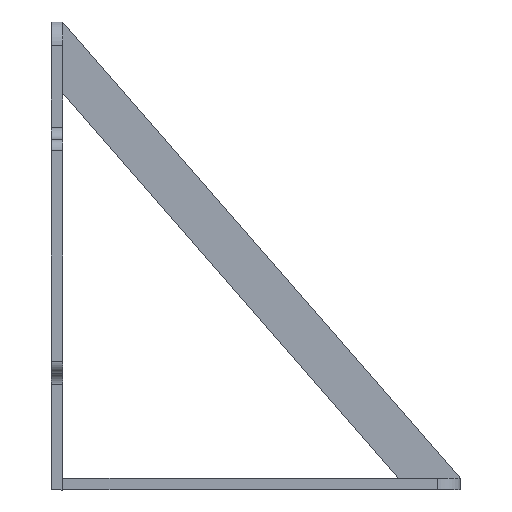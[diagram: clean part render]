
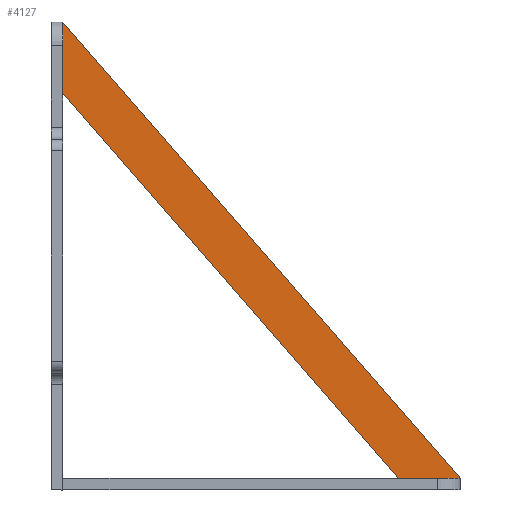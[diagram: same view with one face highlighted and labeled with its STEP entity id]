
A CAD part, left-side view. The second image highlights one B-rep face of the part: STEP entity #4127.
In plain terms, the highlighted face is planar.
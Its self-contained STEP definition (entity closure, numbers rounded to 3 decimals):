
#211=PLANE('',#4643);
#413=FACE_OUTER_BOUND('',#699,.T.);
#699=EDGE_LOOP('',(#3807,#3808,#3809,#3810));
#1072=LINE('',#7041,#1448);
#1074=LINE('',#7045,#1450);
#1075=LINE('',#7047,#1451);
#1076=LINE('',#7048,#1452);
#1448=VECTOR('',#5847,10.);
#1450=VECTOR('',#5851,10.);
#1451=VECTOR('',#5852,10.);
#1452=VECTOR('',#5853,10.);
#2055=VERTEX_POINT('',#7038);
#2056=VERTEX_POINT('',#7040);
#2057=VERTEX_POINT('',#7044);
#2058=VERTEX_POINT('',#7046);
#2640=EDGE_CURVE('',#2056,#2055,#1072,.T.);
#2642=EDGE_CURVE('',#2055,#2057,#1074,.T.);
#2643=EDGE_CURVE('',#2057,#2058,#1075,.T.);
#2644=EDGE_CURVE('',#2058,#2056,#1076,.T.);
#3807=ORIENTED_EDGE('',*,*,#2642,.T.);
#3808=ORIENTED_EDGE('',*,*,#2643,.T.);
#3809=ORIENTED_EDGE('',*,*,#2644,.T.);
#3810=ORIENTED_EDGE('',*,*,#2640,.T.);
#4127=ADVANCED_FACE('',(#413),#211,.T.);
#4643=AXIS2_PLACEMENT_3D('',#7043,#5849,#5850);
#5847=DIRECTION('',(-1.,0.,0.));
#5849=DIRECTION('center_axis',(0.,0.,1.));
#5850=DIRECTION('ref_axis',(1.,0.,0.));
#5851=DIRECTION('',(-0.754,-0.657,0.));
#5852=DIRECTION('',(0.,-1.,0.));
#5853=DIRECTION('',(0.754,0.657,0.));
#7038=CARTESIAN_POINT('',(164.565,170.,5.));
#7040=CARTESIAN_POINT('',(195.,170.,5.));
#7041=CARTESIAN_POINT('',(195.,170.,5.));
#7043=CARTESIAN_POINT('Origin',(97.5,85.,5.));
#7044=CARTESIAN_POINT('',(0.,26.533,5.));
#7045=CARTESIAN_POINT('',(51.321,71.275,5.));
#7046=CARTESIAN_POINT('',(0.,0.,5.));
#7047=CARTESIAN_POINT('',(0.,170.,5.));
#7048=CARTESIAN_POINT('',(0.,0.,5.));
